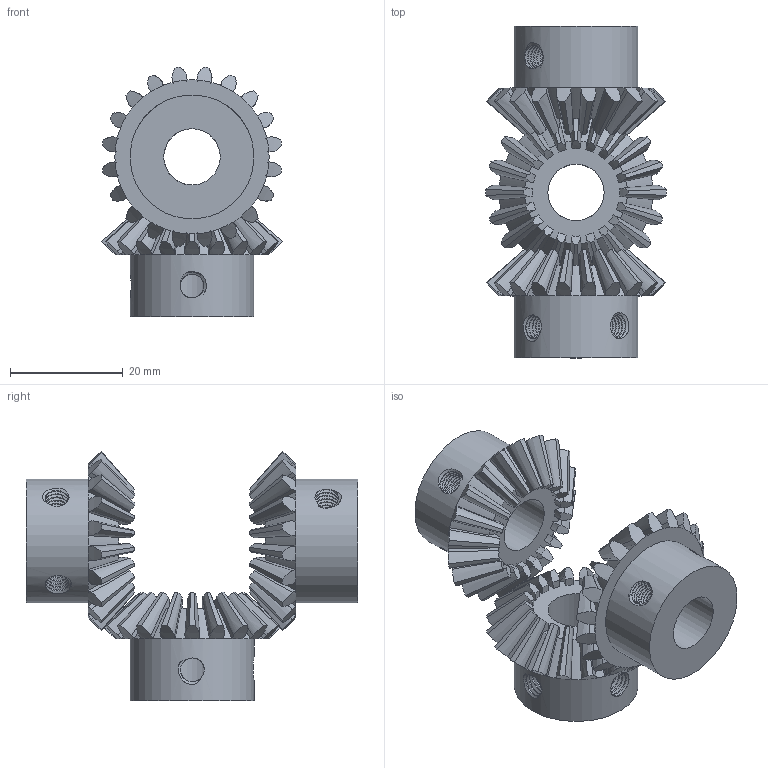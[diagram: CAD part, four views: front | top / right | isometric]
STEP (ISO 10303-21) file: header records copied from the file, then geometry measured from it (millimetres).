
FILE_DESCRIPTION(/* description */ (''),/* implementation_level */ '2;1');
FILE_NAME(/* name */ 'diferential drive 3X BG v3.step',/* time_stamp */ '2024-05-28T16:31:00+02:00',/* author */ (''),/* organization */ (''),/* preprocessor_version */ 'ST-DEVELOPER v20',/* originating_system */ 'Autodesk Translation Framework v13.14.0.145',/* authorisation */ '');
FILE_SCHEMA (('AUTOMOTIVE_DESIGN { 1 0 10303 214 3 1 1 }'));
Length unit declared in the file: millimetre
Products named in the file (5): diferential drive 3X BG; Bevel Gear steel 20T B10mm; Bevel Gear steel 20T B10mm_1; Bevel Gear steel 20T B10mm_2; Component2
Assembly tree (6 placements, depth 3):
  diferential drive 3X BG
    Bevel Gear steel 20T B10mm
      Component2
    Bevel Gear steel 20T B10mm_1
      Component2
    Bevel Gear steel 20T B10mm_2
      Component2
Bounding box: 32.12 x 58.9 x 44.33 mm (x, y, z)
Volume: 17447.9 mm3; surface area: 11438.9 mm2
Topology: 3 solids, 3 shells, 828 faces, 2406 edges, 1587 vertices
Faces by surface type: bspline 450, cone 180, cylinder 177, plane 21
Full cylindrical faces by diameter (mm): 4.234 x21, 5.12 x15, 10 x3, 22 x3
Entity records: 17429 total; most frequent: CARTESIAN_POINT 11677, ORIENTED_EDGE 1604, EDGE_CURVE 802, B_SPLINE_CURVE_WITH_KNOTS 661, VERTEX_POINT 529, DIRECTION 519, EDGE_LOOP 283, FACE_OUTER_BOUND 276
